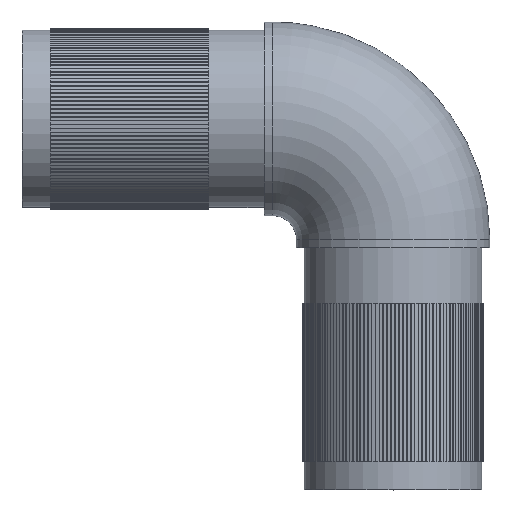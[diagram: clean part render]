
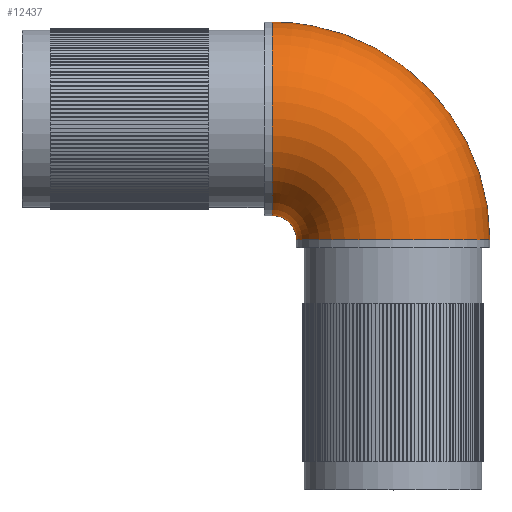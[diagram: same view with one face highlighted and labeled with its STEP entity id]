
A CAD part, top view. The second image highlights one B-rep face of the part: STEP entity #12437.
In plain terms, the highlighted toroidal (fillet/blend) face has major radius 7.5 mm and minor radius 6 mm.
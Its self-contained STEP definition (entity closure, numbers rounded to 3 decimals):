
#10699=TOROIDAL_SURFACE('',#29291,7.5,6.);
#12437=ADVANCED_FACE('',(#14187,#14188),#10699,.T.);
#14187=FACE_BOUND('',#14211,.T.);
#14188=FACE_BOUND('',#14212,.T.);
#14211=EDGE_LOOP('',(#15963));
#14212=EDGE_LOOP('',(#15964));
#15963=ORIENTED_EDGE('',*,*,#25207,.T.);
#15964=ORIENTED_EDGE('',*,*,#25212,.F.);
#22891=VERTEX_POINT('',#37999);
#22896=VERTEX_POINT('',#38011);
#25207=EDGE_CURVE('',#22891,#22891,#28675,.T.);
#25212=EDGE_CURVE('',#22896,#22896,#28680,.T.);
#28675=CIRCLE('',#29279,6.);
#28680=CIRCLE('',#29286,6.);
#29279=AXIS2_PLACEMENT_3D('',#37998,#31035,#31036);
#29286=AXIS2_PLACEMENT_3D('',#38010,#31049,#31050);
#29291=AXIS2_PLACEMENT_3D('',#38018,#31059,#31060);
#31035=DIRECTION('',(0.,1.,0.));
#31036=DIRECTION('',(0.,0.,1.));
#31049=DIRECTION('',(-1.,0.,0.));
#31050=DIRECTION('',(0.,0.,1.));
#31059=DIRECTION('',(0.,0.,1.));
#31060=DIRECTION('',(1.,0.,0.));
#37998=CARTESIAN_POINT('',(23.,-7.5,0.));
#37999=CARTESIAN_POINT('',(23.,-7.5,6.));
#38010=CARTESIAN_POINT('',(15.5,0.,0.));
#38011=CARTESIAN_POINT('',(15.5,0.,6.));
#38018=CARTESIAN_POINT('',(15.5,-7.5,0.));
